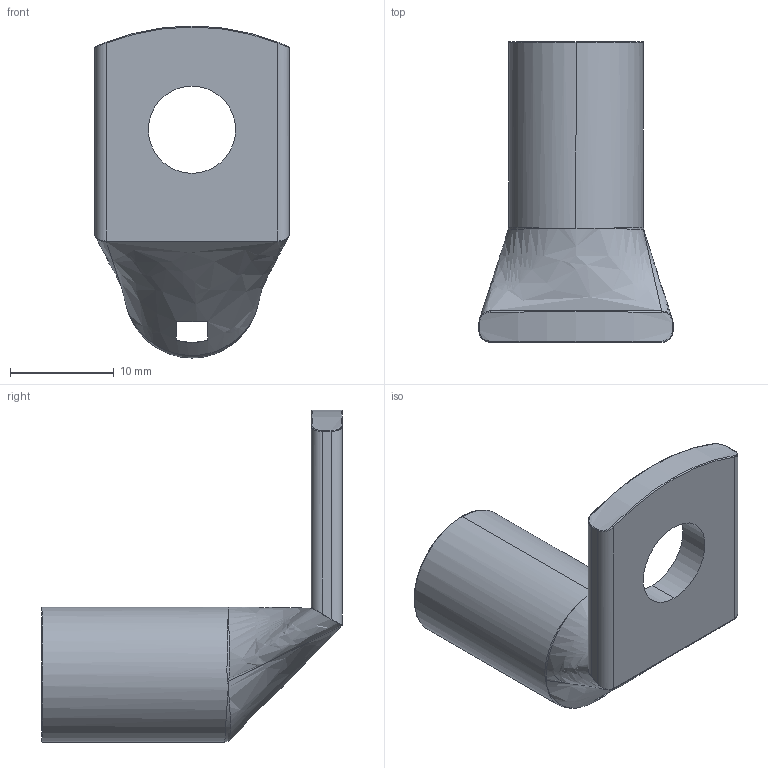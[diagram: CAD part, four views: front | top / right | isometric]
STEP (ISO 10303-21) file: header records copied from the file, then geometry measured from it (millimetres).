
FILE_DESCRIPTION (( 'STEP AP203' ), '1' );
FILE_NAME ('018379.STEP', '2024-06-13T14:48:16', ( '' ), ( '' ), 'SwSTEP 2.0', 'SolidWorks 2022', '' );
FILE_SCHEMA (( 'CONFIG_CONTROL_DESIGN' ));
Length unit declared in the file: millimetre
Products named in the file (1): 018379
Bounding box: 18.7 x 29 x 32 mm (x, y, z)
Volume: 2697 mm3; surface area: 2706.9 mm2
Topology: 1 solids, 1 shells, 50 faces, 142 edges, 90 vertices
Faces by surface type: bspline 19, cylinder 13, torus 8, plane 8, cone 2
Entity records: 3417 total; most frequent: CARTESIAN_POINT 2215, ORIENTED_EDGE 276, DIRECTION 184, EDGE_CURVE 138, VERTEX_POINT 90, AXIS2_PLACEMENT_3D 80, B_SPLINE_CURVE_WITH_KNOTS 66, EDGE_LOOP 54
